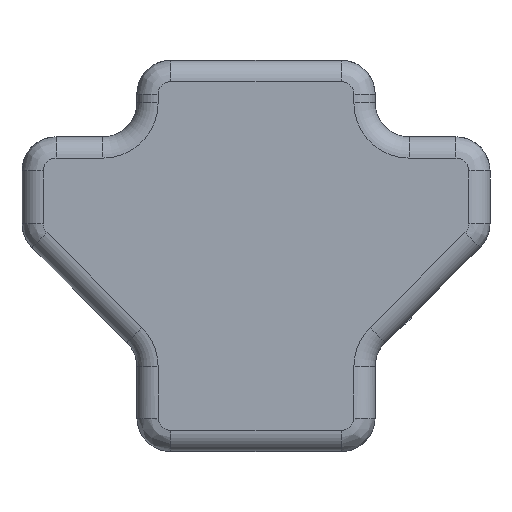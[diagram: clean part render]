
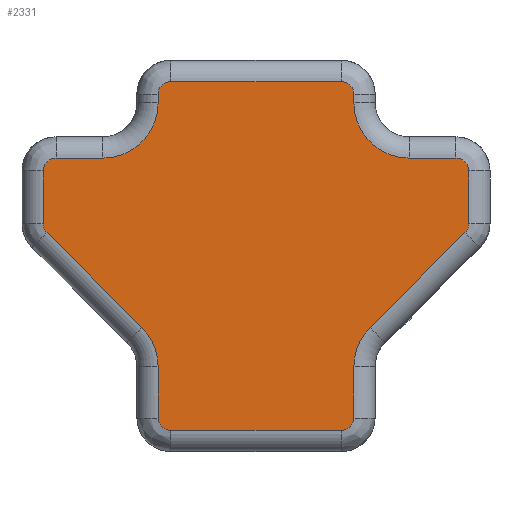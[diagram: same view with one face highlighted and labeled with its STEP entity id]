
A CAD part, front view. The second image highlights one B-rep face of the part: STEP entity #2331.
In plain terms, the highlighted planar face has unit normal (0, -1, 0).
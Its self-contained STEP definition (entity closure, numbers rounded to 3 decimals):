
#241=LINE('',#4004,#391);
#242=LINE('',#4030,#392);
#243=LINE('',#4039,#393);
#245=LINE('',#4059,#395);
#247=LINE('',#4079,#397);
#249=LINE('',#4091,#399);
#251=LINE('',#4111,#401);
#253=LINE('',#4131,#403);
#255=LINE('',#4143,#405);
#257=LINE('',#4163,#407);
#258=LINE('',#4180,#408);
#259=LINE('',#4186,#409);
#391=VECTOR('',#2999,10.);
#392=VECTOR('',#3004,10.);
#393=VECTOR('',#3017,10.);
#395=VECTOR('',#3029,10.);
#397=VECTOR('',#3041,10.);
#399=VECTOR('',#3055,10.);
#401=VECTOR('',#3067,10.);
#403=VECTOR('',#3079,10.);
#405=VECTOR('',#3093,10.);
#407=VECTOR('',#3105,10.);
#408=VECTOR('',#3116,10.);
#409=VECTOR('',#3125,10.);
#492=PLANE('',#2593);
#585=FACE_OUTER_BOUND('',#737,.T.);
#737=EDGE_LOOP('',(#1910,#1911,#1912,#1913,#1914,#1915,#1916,#1917,#1918,
#1919,#1920,#1921,#1922,#1923,#1924,#1925,#1926,#1927,#1928,#1929,#1930,
#1931,#1932,#1933));
#875=CIRCLE('',#2522,0.15);
#878=CIRCLE('',#2526,0.15);
#881=CIRCLE('',#2531,0.65);
#885=CIRCLE('',#2536,0.15);
#889=CIRCLE('',#2541,0.15);
#893=CIRCLE('',#2547,0.65);
#897=CIRCLE('',#2552,0.15);
#901=CIRCLE('',#2557,0.15);
#905=CIRCLE('',#2563,0.65);
#909=CIRCLE('',#2568,0.15);
#913=CIRCLE('',#2573,0.15);
#916=CIRCLE('',#2578,0.65);
#1070=VERTEX_POINT('',#3985);
#1071=VERTEX_POINT('',#3986);
#1072=VERTEX_POINT('',#4002);
#1073=VERTEX_POINT('',#4014);
#1074=VERTEX_POINT('',#4029);
#1075=VERTEX_POINT('',#4033);
#1076=VERTEX_POINT('',#4037);
#1077=VERTEX_POINT('',#4049);
#1079=VERTEX_POINT('',#4055);
#1081=VERTEX_POINT('',#4069);
#1083=VERTEX_POINT('',#4075);
#1085=VERTEX_POINT('',#4081);
#1087=VERTEX_POINT('',#4087);
#1089=VERTEX_POINT('',#4101);
#1091=VERTEX_POINT('',#4107);
#1093=VERTEX_POINT('',#4121);
#1095=VERTEX_POINT('',#4127);
#1097=VERTEX_POINT('',#4133);
#1099=VERTEX_POINT('',#4139);
#1101=VERTEX_POINT('',#4153);
#1103=VERTEX_POINT('',#4159);
#1105=VERTEX_POINT('',#4173);
#1106=VERTEX_POINT('',#4178);
#1107=VERTEX_POINT('',#4182);
#1324=EDGE_CURVE('',#1070,#1071,#875,.T.);
#1328=EDGE_CURVE('',#1071,#1072,#241,.T.);
#1329=EDGE_CURVE('',#1072,#1073,#878,.T.);
#1331=EDGE_CURVE('',#1073,#1074,#242,.T.);
#1334=EDGE_CURVE('',#1074,#1075,#881,.T.);
#1336=EDGE_CURVE('',#1075,#1076,#243,.T.);
#1339=EDGE_CURVE('',#1076,#1077,#885,.T.);
#1342=EDGE_CURVE('',#1077,#1079,#245,.T.);
#1345=EDGE_CURVE('',#1079,#1081,#889,.T.);
#1348=EDGE_CURVE('',#1081,#1083,#247,.T.);
#1351=EDGE_CURVE('',#1083,#1085,#893,.T.);
#1354=EDGE_CURVE('',#1085,#1087,#249,.T.);
#1357=EDGE_CURVE('',#1087,#1089,#897,.T.);
#1360=EDGE_CURVE('',#1089,#1091,#251,.T.);
#1363=EDGE_CURVE('',#1091,#1093,#901,.T.);
#1366=EDGE_CURVE('',#1093,#1095,#253,.T.);
#1369=EDGE_CURVE('',#1095,#1097,#905,.T.);
#1372=EDGE_CURVE('',#1097,#1099,#255,.T.);
#1375=EDGE_CURVE('',#1099,#1101,#909,.T.);
#1378=EDGE_CURVE('',#1101,#1103,#257,.T.);
#1381=EDGE_CURVE('',#1103,#1105,#913,.T.);
#1383=EDGE_CURVE('',#1105,#1106,#258,.T.);
#1385=EDGE_CURVE('',#1106,#1107,#916,.T.);
#1386=EDGE_CURVE('',#1107,#1070,#259,.T.);
#1910=ORIENTED_EDGE('',*,*,#1324,.F.);
#1911=ORIENTED_EDGE('',*,*,#1386,.F.);
#1912=ORIENTED_EDGE('',*,*,#1385,.F.);
#1913=ORIENTED_EDGE('',*,*,#1383,.F.);
#1914=ORIENTED_EDGE('',*,*,#1381,.F.);
#1915=ORIENTED_EDGE('',*,*,#1378,.F.);
#1916=ORIENTED_EDGE('',*,*,#1375,.F.);
#1917=ORIENTED_EDGE('',*,*,#1372,.F.);
#1918=ORIENTED_EDGE('',*,*,#1369,.F.);
#1919=ORIENTED_EDGE('',*,*,#1366,.F.);
#1920=ORIENTED_EDGE('',*,*,#1363,.F.);
#1921=ORIENTED_EDGE('',*,*,#1360,.F.);
#1922=ORIENTED_EDGE('',*,*,#1357,.F.);
#1923=ORIENTED_EDGE('',*,*,#1354,.F.);
#1924=ORIENTED_EDGE('',*,*,#1351,.F.);
#1925=ORIENTED_EDGE('',*,*,#1348,.F.);
#1926=ORIENTED_EDGE('',*,*,#1345,.F.);
#1927=ORIENTED_EDGE('',*,*,#1342,.F.);
#1928=ORIENTED_EDGE('',*,*,#1339,.F.);
#1929=ORIENTED_EDGE('',*,*,#1336,.F.);
#1930=ORIENTED_EDGE('',*,*,#1334,.F.);
#1931=ORIENTED_EDGE('',*,*,#1331,.F.);
#1932=ORIENTED_EDGE('',*,*,#1329,.F.);
#1933=ORIENTED_EDGE('',*,*,#1328,.F.);
#2331=ADVANCED_FACE('',(#585),#492,.F.);
#2522=AXIS2_PLACEMENT_3D('',#3987,#2991,#2992);
#2526=AXIS2_PLACEMENT_3D('',#4015,#3000,#3001);
#2531=AXIS2_PLACEMENT_3D('',#4035,#3011,#3012);
#2536=AXIS2_PLACEMENT_3D('',#4053,#3022,#3023);
#2541=AXIS2_PLACEMENT_3D('',#4073,#3034,#3035);
#2547=AXIS2_PLACEMENT_3D('',#4085,#3048,#3049);
#2552=AXIS2_PLACEMENT_3D('',#4105,#3060,#3061);
#2557=AXIS2_PLACEMENT_3D('',#4125,#3072,#3073);
#2563=AXIS2_PLACEMENT_3D('',#4137,#3086,#3087);
#2568=AXIS2_PLACEMENT_3D('',#4157,#3098,#3099);
#2573=AXIS2_PLACEMENT_3D('',#4176,#3110,#3111);
#2578=AXIS2_PLACEMENT_3D('',#4184,#3121,#3122);
#2593=AXIS2_PLACEMENT_3D('',#4223,#3165,#3166);
#2991=DIRECTION('center_axis',(0.,1.,0.));
#2992=DIRECTION('ref_axis',(0.696,0.,-0.718));
#2999=DIRECTION('',(-1.,0.,0.));
#3000=DIRECTION('center_axis',(0.,1.,0.));
#3001=DIRECTION('ref_axis',(-0.696,0.,-0.718));
#3004=DIRECTION('',(0.,0.,1.));
#3011=DIRECTION('center_axis',(0.,-1.,0.));
#3012=DIRECTION('ref_axis',(0.924,0.,0.383));
#3017=DIRECTION('',(-0.707,0.,0.707));
#3022=DIRECTION('center_axis',(0.,1.,0.));
#3023=DIRECTION('ref_axis',(-0.924,0.,-0.383));
#3029=DIRECTION('',(0.,0.,1.));
#3034=DIRECTION('center_axis',(0.,1.,0.));
#3035=DIRECTION('ref_axis',(-0.707,0.,0.707));
#3041=DIRECTION('',(1.,0.,0.));
#3048=DIRECTION('center_axis',(0.,-1.,0.));
#3049=DIRECTION('ref_axis',(0.707,0.,-0.707));
#3055=DIRECTION('',(0.,0.,1.));
#3060=DIRECTION('center_axis',(0.,1.,0.));
#3061=DIRECTION('ref_axis',(-0.707,0.,0.707));
#3067=DIRECTION('',(1.,0.,0.));
#3072=DIRECTION('center_axis',(0.,1.,0.));
#3073=DIRECTION('ref_axis',(0.707,0.,0.707));
#3079=DIRECTION('',(0.,0.,-1.));
#3086=DIRECTION('center_axis',(0.,-1.,0.));
#3087=DIRECTION('ref_axis',(-0.707,0.,-0.707));
#3093=DIRECTION('',(1.,0.,0.));
#3098=DIRECTION('center_axis',(0.,1.,0.));
#3099=DIRECTION('ref_axis',(0.707,0.,0.707));
#3105=DIRECTION('',(0.,0.,-1.));
#3110=DIRECTION('center_axis',(0.,1.,0.));
#3111=DIRECTION('ref_axis',(0.924,0.,-0.383));
#3116=DIRECTION('',(-0.707,0.,-0.707));
#3121=DIRECTION('center_axis',(0.,-1.,0.));
#3122=DIRECTION('ref_axis',(-0.924,0.,0.383));
#3125=DIRECTION('',(0.,0.,-1.));
#3165=DIRECTION('center_axis',(0.,1.,0.));
#3166=DIRECTION('ref_axis',(0.,0.,1.));
#3985=CARTESIAN_POINT('',(1.15,0.,0.492));
#3986=CARTESIAN_POINT('',(1.,0.,0.35));
#3987=CARTESIAN_POINT('Origin',(1.,0.,0.5));
#4002=CARTESIAN_POINT('',(-1.,0.,0.35));
#4004=CARTESIAN_POINT('',(0.5,0.,0.35));
#4014=CARTESIAN_POINT('',(-1.15,0.,0.492));
#4015=CARTESIAN_POINT('Origin',(-1.,0.,0.5));
#4029=CARTESIAN_POINT('',(-1.15,0.,1.1));
#4030=CARTESIAN_POINT('',(-1.15,0.,1.444));
#4033=CARTESIAN_POINT('',(-1.34,0.,1.56));
#4035=CARTESIAN_POINT('Origin',(-1.8,0.,1.1));
#4037=CARTESIAN_POINT('',(-2.456,0.,2.676));
#4039=CARTESIAN_POINT('',(-1.215,0.,1.435));
#4049=CARTESIAN_POINT('',(-2.5,0.,2.782));
#4053=CARTESIAN_POINT('Origin',(-2.35,0.,2.782));
#4055=CARTESIAN_POINT('',(-2.5,0.,3.4));
#4059=CARTESIAN_POINT('',(-2.5,0.,2.591));
#4069=CARTESIAN_POINT('',(-2.35,0.,3.55));
#4073=CARTESIAN_POINT('Origin',(-2.35,0.,3.4));
#4075=CARTESIAN_POINT('',(-1.8,0.,3.55));
#4079=CARTESIAN_POINT('',(-1.175,0.,3.55));
#4081=CARTESIAN_POINT('',(-1.15,0.,4.2));
#4085=CARTESIAN_POINT('Origin',(-1.8,0.,4.2));
#4087=CARTESIAN_POINT('',(-1.15,0.,4.3));
#4091=CARTESIAN_POINT('',(-1.15,0.,3.3));
#4101=CARTESIAN_POINT('',(-1.,0.,4.45));
#4105=CARTESIAN_POINT('Origin',(-1.,0.,4.3));
#4107=CARTESIAN_POINT('',(1.,0.,4.45));
#4111=CARTESIAN_POINT('',(-0.5,0.,4.45));
#4121=CARTESIAN_POINT('',(1.15,0.,4.3));
#4125=CARTESIAN_POINT('Origin',(1.,0.,4.3));
#4127=CARTESIAN_POINT('',(1.15,0.,4.2));
#4131=CARTESIAN_POINT('',(1.15,0.,3.35));
#4133=CARTESIAN_POINT('',(1.8,0.,3.55));
#4137=CARTESIAN_POINT('Origin',(1.8,0.,4.2));
#4139=CARTESIAN_POINT('',(2.35,0.,3.55));
#4143=CARTESIAN_POINT('',(0.9,0.,3.55));
#4153=CARTESIAN_POINT('',(2.5,0.,3.4));
#4157=CARTESIAN_POINT('Origin',(2.35,0.,3.4));
#4159=CARTESIAN_POINT('',(2.5,0.,2.782));
#4163=CARTESIAN_POINT('',(2.5,0.,2.9));
#4173=CARTESIAN_POINT('',(2.456,0.,2.676));
#4176=CARTESIAN_POINT('Origin',(2.35,0.,2.782));
#4178=CARTESIAN_POINT('',(1.34,0.,1.56));
#4180=CARTESIAN_POINT('',(1.773,0.,1.993));
#4182=CARTESIAN_POINT('',(1.15,0.,1.1));
#4184=CARTESIAN_POINT('Origin',(1.8,0.,1.1));
#4186=CARTESIAN_POINT('',(1.15,0.,1.75));
#4223=CARTESIAN_POINT('Origin',(0.,0.,2.4));
